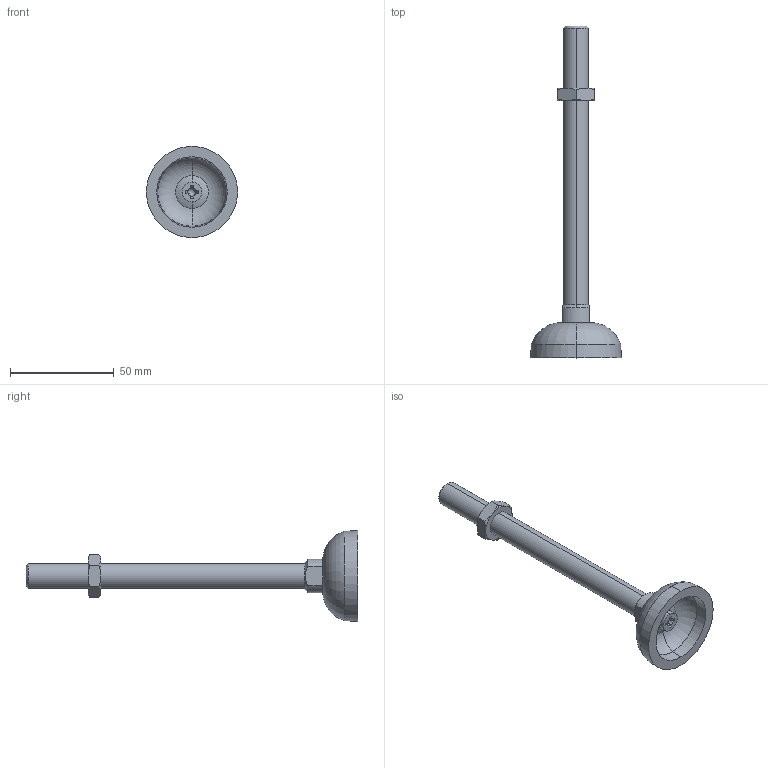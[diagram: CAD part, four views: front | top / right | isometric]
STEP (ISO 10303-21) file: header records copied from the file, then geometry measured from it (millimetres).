
FILE_DESCRIPTION (( 'STEP AP203' ), '1' );
FILE_NAME ('413536470_c_1.STEP', '2023-02-25T04:55:02', ( '' ), ( '' ), 'SwSTEP 2.0', 'SolidWorks 2014', '' );
FILE_SCHEMA (( 'CONFIG_CONTROL_DESIGN' ));
Length unit declared in the file: millimetre
Products named in the file (1): 413536470_c_1
Bounding box: 44 x 160.2 x 44 mm (x, y, z)
Volume: 29614 mm3; surface area: 12298.4 mm2
Topology: 3 solids, 3 shells, 80 faces, 184 edges, 109 vertices
Faces by surface type: cone 30, plane 25, torus 12, cylinder 11, sphere 2
Entity records: 2412 total; most frequent: CARTESIAN_POINT 555, DIRECTION 391, ORIENTED_EDGE 362, EDGE_CURVE 181, AXIS2_PLACEMENT_3D 163, VERTEX_POINT 107, EDGE_LOOP 84, CIRCLE 82
